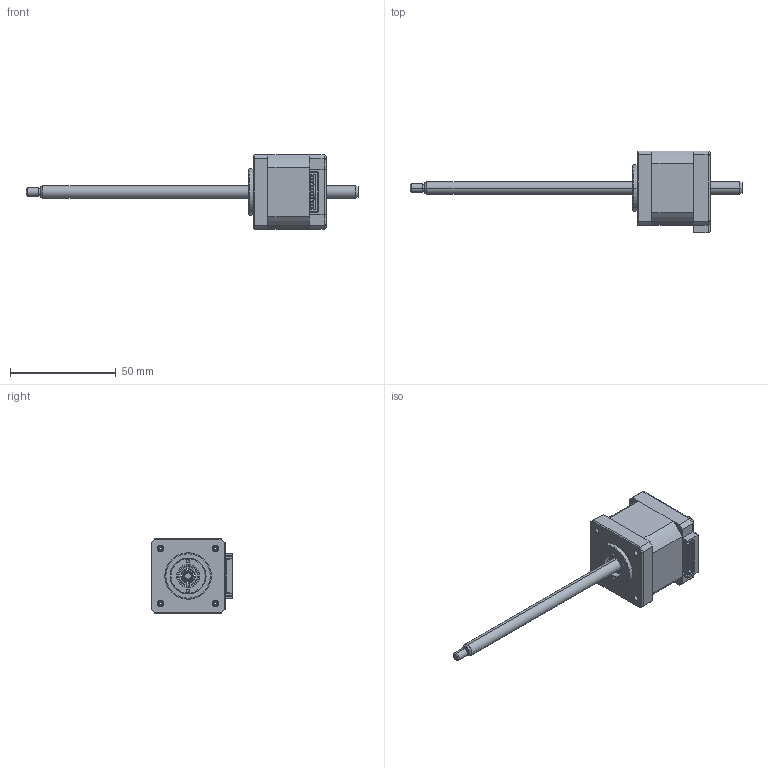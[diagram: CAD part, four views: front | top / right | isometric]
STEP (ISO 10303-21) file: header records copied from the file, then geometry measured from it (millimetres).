
FILE_DESCRIPTION (( 'STEP AP203' ), '1' );
FILE_NAME ('LN143S-E06063-150-S-050.STEP', '2019-04-13T04:50:58', ( 'Sky123.Org' ), ( 'Sky123.Org' ), 'SwSTEP 2.0', 'SolidWorks 2014', '' );
FILE_SCHEMA (( 'CONFIG_CONTROL_DESIGN' ));
Length unit declared in the file: millimetre
Products named in the file (1): LN143S-E06063-150-S-050
Bounding box: 157 x 38.7 x 35 mm (x, y, z)
Surface area: 12266.1 mm2 (no closed solid volume)
Topology: 0 solids, 15 shells, 259 faces, 765 edges, 520 vertices
Faces by surface type: plane 96, cylinder 86, cone 55, torus 14, sphere 8
Entity records: 9138 total; most frequent: CARTESIAN_POINT 2171, DIRECTION 1479, ORIENTED_EDGE 1312, EDGE_CURVE 765, AXIS2_PLACEMENT_3D 566, VERTEX_POINT 520, LINE 347, VECTOR 347
